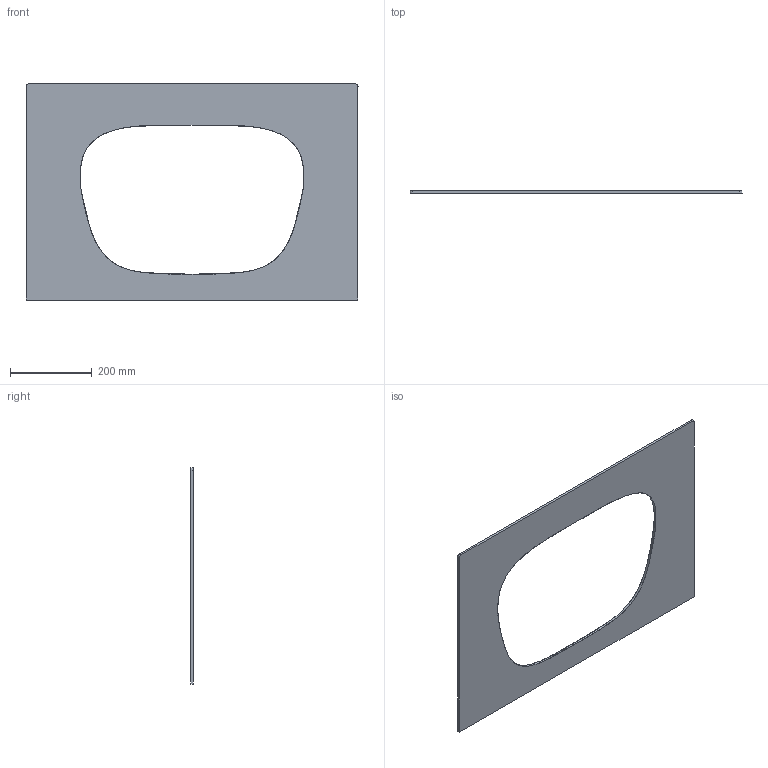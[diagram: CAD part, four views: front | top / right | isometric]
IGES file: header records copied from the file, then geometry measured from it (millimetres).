
Start section: SolidWorks IGES file using analytic representation for surfaces
Global section: file name: 61637_61638_61639_80cm cam tezgah.IGS; native system: SolidWorks 2018; preprocessor: SolidWorks 2018; author: nergis.ozcan; date: 180907.135032; units: millimetre
Bounding box: 814.59 x 6 x 530 mm (x, y, z)
Surface area: 535353 mm2 (no closed solid volume)
Topology: 0 solids, 0 shells, 10 faces, 230 edges, 230 vertices
Faces by surface type: bspline 8, revolution 2
